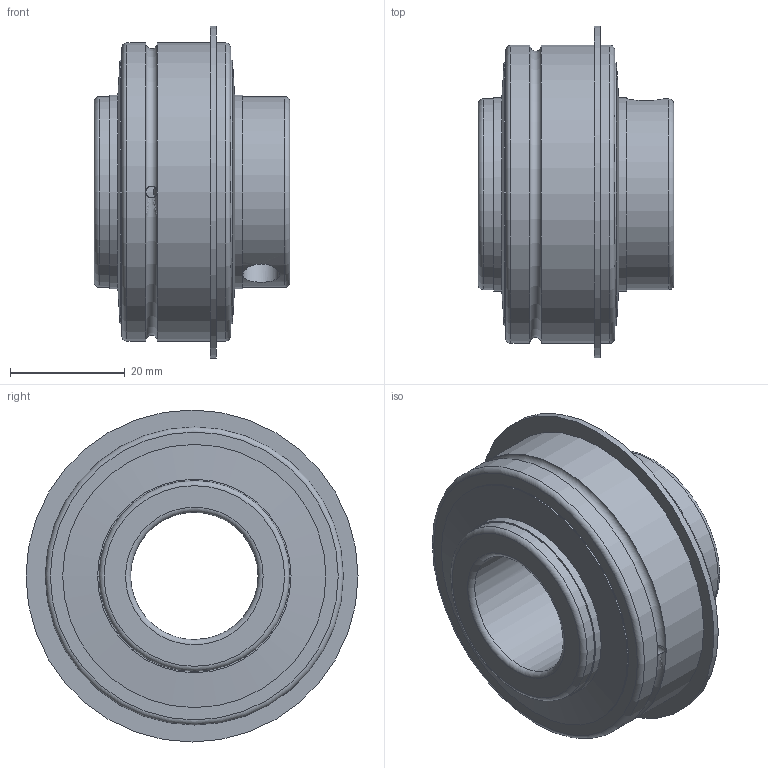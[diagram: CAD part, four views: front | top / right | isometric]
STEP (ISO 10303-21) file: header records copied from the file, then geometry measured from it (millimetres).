
FILE_DESCRIPTION(/* description */ ('Alibre Inc.'),/* implementation_level */ '2;1');
FILE_NAME(/* name */ 'export0',/* time_stamp */ '2018-06-21T16:54:11-07:00',/* author */ (''),/* organization */ (''),/* preprocessor_version */ 'ST-DEVELOPER v14',/* originating_system */ 'Alibre',/* authorisation */ '');
FILE_SCHEMA (('AUTOMOTIVE_DESIGN'));
Length unit declared in the file: centimetre
Bounding box: 34.1 x 57.91 x 57.91 mm (x, y, z)
Volume: 27530.3 mm3; surface area: 22034.7 mm2
Topology: 15 solids, 15 shells, 55 faces, 131 edges, 81 vertices
Faces by surface type: cylinder 21, sphere 10, torus 10, plane 10, cone 4
Full cylindrical faces by diameter (mm): 2.032 x2, 6.35 x2, 22.225 x1, 33.249 x2, 33.274 x2, 33.757 x2, 45.923 x4, 48.825 x1, 48.844 x1, 52 x3, 57.912 x1
Entity records: 1516 total; most frequent: CARTESIAN_POINT 532, DIRECTION 174, ORIENTED_EDGE 108, FACE_BOUND 104, AXIS2_PLACEMENT_3D 96, EDGE_LOOP 94, VERTEX_POINT 60, ADVANCED_FACE 55
